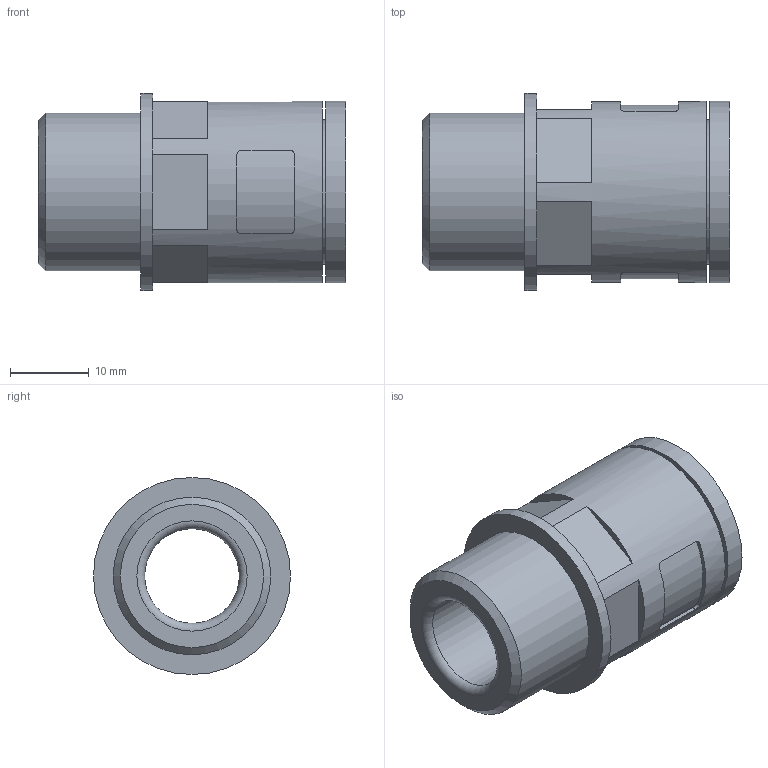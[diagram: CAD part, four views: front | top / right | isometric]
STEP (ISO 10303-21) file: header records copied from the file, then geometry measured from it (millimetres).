
FILE_DESCRIPTION( ( 'STEP AP203' ), '1' );
FILE_NAME( 'FLEXA RQG-M 5020.065.207.stp', '2020-03-27T12:48:39', ( 'License CC BY-ND 4.0' ), ( 'CADENAS' ), ' ', 'PARTsolutions', ' ' );
FILE_SCHEMA( ( 'CONFIG_CONTROL_DESIGN' ) );
Length unit declared in the file: millimetre
Products named in the file (1): _FLEXA RQG-M 5020.065.207
Bounding box: 39 x 25 x 25 mm (x, y, z)
Volume: 8005.6 mm3; surface area: 5563.4 mm2
Topology: 1 solids, 1 shells, 47 faces, 111 edges, 73 vertices
Faces by surface type: plane 27, cylinder 17, torus 2, cone 1
Full cylindrical faces by diameter (mm): 12 x1, 15.8 x1, 18.3 x1, 20 x1, 23 x2, 25 x1
Entity records: 1410 total; most frequent: CARTESIAN_POINT 316, DIRECTION 216, ORIENTED_EDGE 200, EDGE_CURVE 100, AXIS2_PLACEMENT_3D 84, VERTEX_POINT 72, EDGE_LOOP 66, FACE_OUTER_BOUND 56
